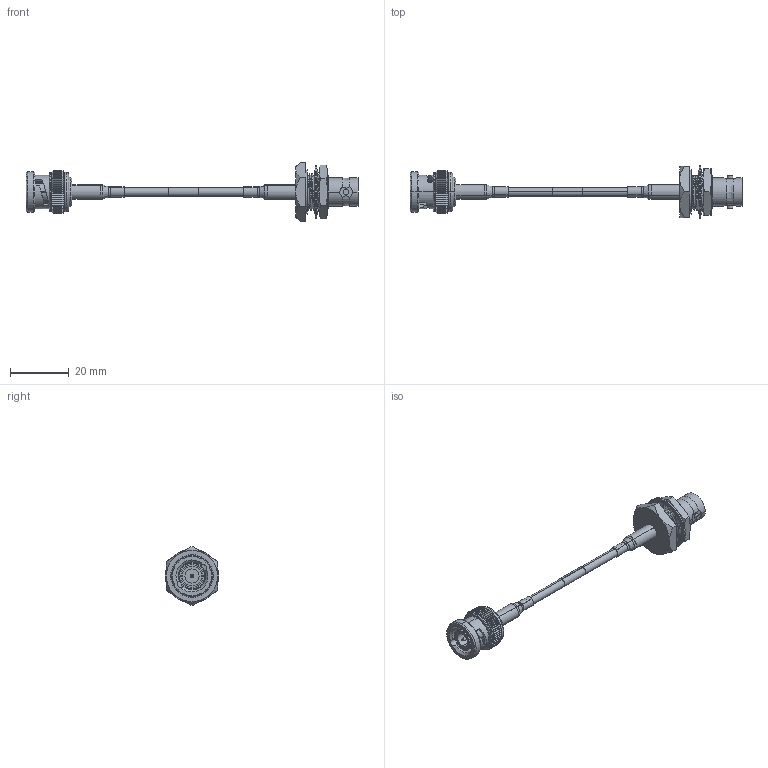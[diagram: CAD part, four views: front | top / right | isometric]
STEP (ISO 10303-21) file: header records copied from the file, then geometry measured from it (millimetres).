
FILE_DESCRIPTION (( 'STEP AP214' ), '1' );
FILE_NAME ('FMC0838315_3D.STEP', '2021-11-08T21:22:57', ( '' ), ( '' ), 'SwSTEP 2.0', 'SolidWorks 2021', '' );
FILE_SCHEMA (( 'AUTOMOTIVE_DESIGN' ));
Length unit declared in the file: inch
Products named in the file (5): FMC0838315_3D; SC6031; SC6015; RG316-DS_WITH LABEL; CA-316-MA1_2_.75" LENGTH
Assembly tree (5 placements, depth 2):
  FMC0838315_3D
    RG316-DS_WITH LABEL
    SC6015
    CA-316-MA1_2_.75" LENGTH  x2
    SC6031
Bounding box: 113.03 x 18.34 x 20.16 mm (x, y, z)
Volume: 4630.9 mm3; surface area: 6984.1 mm2
Topology: 10 solids, 11 shells, 719 faces, 1763 edges, 1074 vertices
Faces by surface type: plane 233, cylinder 203, cone 179, bspline 84, torus 12, sphere 8
Entity records: 32077 total; most frequent: CARTESIAN_POINT 16201, ORIENTED_EDGE 3406, DIRECTION 2973, EDGE_CURVE 1703, AXIS2_PLACEMENT_3D 1208, VERTEX_POINT 1042, EDGE_LOOP 729, ADVANCED_FACE 697
